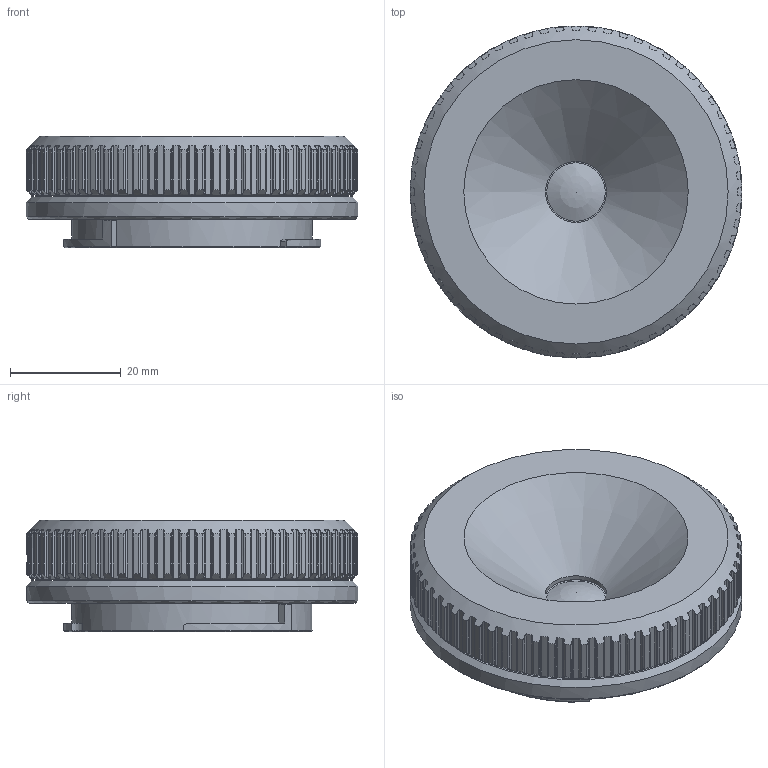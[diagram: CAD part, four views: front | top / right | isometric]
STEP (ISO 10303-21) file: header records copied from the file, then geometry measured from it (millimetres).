
FILE_DESCRIPTION(/* description */ (''),/* implementation_level */ '2;1');
FILE_NAME(/* name */ 'RecyclingLenses v61.step',/* time_stamp */ '2023-04-18T17:12:11+02:00',/* author */ (''),/* organization */ (''),/* preprocessor_version */ 'ST-DEVELOPER v19.2',/* originating_system */ 'Autodesk Translation Framework v12.4.0.73',/* authorisation */ '');
FILE_SCHEMA (('AUTOMOTIVE_DESIGN { 1 0 10303 214 3 1 1 }'));
Length unit declared in the file: millimetre
Products named in the file (5): RecyclingLenses; EMountFlange; InnerBody; OuterBody_DoubleLens; MockLens
Assembly tree (5 placements, depth 2):
  RecyclingLenses
    EMountFlange
    InnerBody
    OuterBody_DoubleLens
    MockLens  x2
Bounding box: 60 x 60 x 20.2 mm (x, y, z)
Volume: 34593.3 mm3; surface area: 27344 mm2
Topology: 7 solids, 7 shells, 744 faces, 2140 edges, 1416 vertices
Faces by surface type: cylinder 468, plane 198, cone 51, bspline 27
Full cylindrical faces by diameter (mm): 1.9 x4, 2.3 x3, 3.182 x1, 4.5 x1, 10 x2, 11 x2, 12.8 x1, 13 x2, 13.4 x1, 23.622 x1, 24.256 x1, 32 x1, 33 x2, 42.529 x4, 43.222 x4, 43.55 x1, 44.622 x4, 45.257 x4, 50 x1, 52 x1, 60 x1
Entity records: 37017 total; most frequent: CARTESIAN_POINT 18518, ORIENTED_EDGE 4252, DIRECTION 3314, EDGE_CURVE 2126, VERTEX_POINT 1408, AXIS2_PLACEMENT_3D 1185, LINE 944, VECTOR 944
